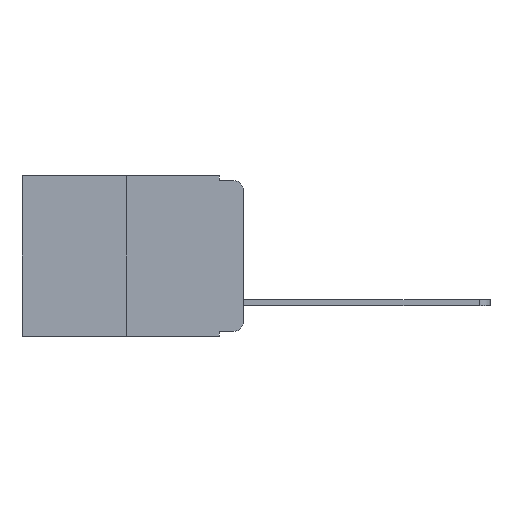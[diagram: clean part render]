
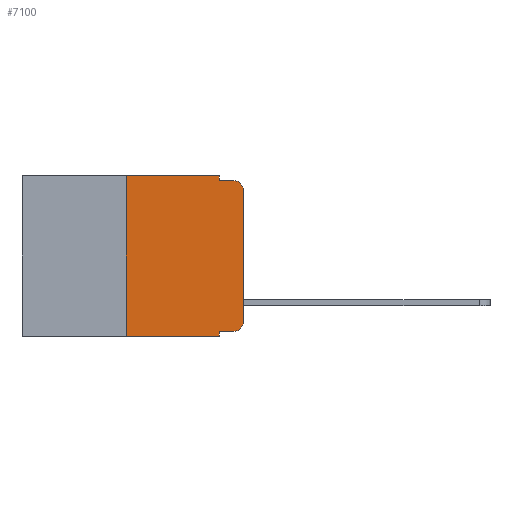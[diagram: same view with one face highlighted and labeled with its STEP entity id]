
A CAD part, left-side view. The second image highlights one B-rep face of the part: STEP entity #7100.
In plain terms, the highlighted planar face has unit normal (-1, 0, 0).
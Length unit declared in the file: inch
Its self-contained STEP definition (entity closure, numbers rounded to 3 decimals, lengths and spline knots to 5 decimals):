
#54 = CARTESIAN_POINT ( 'NONE',  ( 0., 0.051, -0.01 ) ) ;
#204 = EDGE_CURVE ( 'NONE', #8455, #344, #2868, .T. ) ;
#344 = VERTEX_POINT ( 'NONE', #10529 ) ;
#539 = DIRECTION ( 'NONE',  ( 0., 0., 1. ) ) ;
#580 = DIRECTION ( 'NONE',  ( 0., 0., 1. ) ) ;
#756 = CARTESIAN_POINT ( 'NONE',  ( 0., 0.051, 0. ) ) ;
#1107 = VERTEX_POINT ( 'NONE', #2070 ) ;
#1145 = EDGE_CURVE ( 'NONE', #344, #6358, #1768, .T. ) ;
#1173 = EDGE_CURVE ( 'NONE', #8455, #4514, #9530, .T. ) ;
#1194 = VECTOR ( 'NONE', #8700, 39.37008 ) ;
#1368 = CARTESIAN_POINT ( 'NONE',  ( 0., 0.473, -0.343 ) ) ;
#1679 = CARTESIAN_POINT ( 'NONE',  ( 0., 0.02, -0.03 ) ) ;
#1768 = CIRCLE ( 'NONE', #4776, 0.02 ) ;
#2070 = CARTESIAN_POINT ( 'NONE',  ( 0., 0.051, 0. ) ) ;
#2121 = CARTESIAN_POINT ( 'NONE',  ( 0., 0.051, -0.343 ) ) ;
#2223 = VERTEX_POINT ( 'NONE', #10391 ) ;
#2485 = AXIS2_PLACEMENT_3D ( 'NONE', #8892, #10170, #6116 ) ;
#2652 = DIRECTION ( 'NONE',  ( 0., 0., -1. ) ) ;
#2868 = LINE ( 'NONE', #8460, #8965 ) ;
#2887 = EDGE_CURVE ( 'NONE', #6358, #6398, #5002, .T. ) ;
#3009 = ORIENTED_EDGE ( 'NONE', *, *, #2887, .T. ) ;
#3046 = ORIENTED_EDGE ( 'NONE', *, *, #3382, .T. ) ;
#3118 = ORIENTED_EDGE ( 'NONE', *, *, #3945, .F. ) ;
#3120 = ORIENTED_EDGE ( 'NONE', *, *, #3232, .F. ) ;
#3161 = ORIENTED_EDGE ( 'NONE', *, *, #4352, .F. ) ;
#3173 = ORIENTED_EDGE ( 'NONE', *, *, #4746, .F. ) ;
#3209 = CARTESIAN_POINT ( 'NONE',  ( 0., 0.051, 0. ) ) ;
#3211 = ORIENTED_EDGE ( 'NONE', *, *, #6401, .T. ) ;
#3232 = EDGE_CURVE ( 'NONE', #1107, #5882, #6442, .T. ) ;
#3235 = ORIENTED_EDGE ( 'NONE', *, *, #1173, .F. ) ;
#3249 = ORIENTED_EDGE ( 'NONE', *, *, #204, .T. ) ;
#3264 = ORIENTED_EDGE ( 'NONE', *, *, #1145, .T. ) ;
#3382 = EDGE_CURVE ( 'NONE', #6398, #8054, #10289, .T. ) ;
#3567 = CARTESIAN_POINT ( 'NONE',  ( 0., 0.25, 0. ) ) ;
#3666 = DIRECTION ( 'NONE',  ( 0., -1., 0. ) ) ;
#3945 = EDGE_CURVE ( 'NONE', #5882, #8054, #6417, .T. ) ;
#4016 = CARTESIAN_POINT ( 'NONE',  ( 0., 0.02, -0.01 ) ) ;
#4042 = CARTESIAN_POINT ( 'NONE',  ( 0., 0.25, 0. ) ) ;
#4070 = VECTOR ( 'NONE', #9422, 39.37008 ) ;
#4293 = DIRECTION ( 'NONE',  ( 0., 0., -1. ) ) ;
#4352 = EDGE_CURVE ( 'NONE', #9445, #1107, #10475, .T. ) ;
#4514 = VERTEX_POINT ( 'NONE', #2121 ) ;
#4746 = EDGE_CURVE ( 'NONE', #2223, #9445, #7341, .T. ) ;
#4776 = AXIS2_PLACEMENT_3D ( 'NONE', #5976, #7950, #4293 ) ;
#5002 = LINE ( 'NONE', #7015, #6701 ) ;
#5082 = VECTOR ( 'NONE', #6630, 39.37008 ) ;
#5171 = CARTESIAN_POINT ( 'NONE',  ( 0., 0., -0.03 ) ) ;
#5276 = PLANE ( 'NONE',  #2485 ) ;
#5474 = VECTOR ( 'NONE', #580, 39.37008 ) ;
#5631 = EDGE_LOOP ( 'NONE', ( #3009, #3046, #3118, #3120, #3161, #3173, #3211, #3235, #3249, #3264 ) ) ;
#5882 = VERTEX_POINT ( 'NONE', #7330 ) ;
#5939 = CARTESIAN_POINT ( 'NONE',  ( 0., 0., -0.313 ) ) ;
#5976 = CARTESIAN_POINT ( 'NONE',  ( 0., 0.02, -0.313 ) ) ;
#6116 = DIRECTION ( 'NONE',  ( 0., 0., -1. ) ) ;
#6358 = VERTEX_POINT ( 'NONE', #5939 ) ;
#6398 = VERTEX_POINT ( 'NONE', #5171 ) ;
#6401 = EDGE_CURVE ( 'NONE', #2223, #4514, #10107, .T. ) ;
#6417 = LINE ( 'NONE', #54, #1194 ) ;
#6442 = LINE ( 'NONE', #3209, #4070 ) ;
#6630 = DIRECTION ( 'NONE',  ( 0., -1., 0. ) ) ;
#6701 = VECTOR ( 'NONE', #539, 39.37008 ) ;
#7015 = CARTESIAN_POINT ( 'NONE',  ( 0., 0., 0. ) ) ;
#7100 = ADVANCED_FACE ( 'NONE', ( #8210 ), #5276, .F. ) ;
#7330 = CARTESIAN_POINT ( 'NONE',  ( 0., 0.051, -0.01 ) ) ;
#7341 = LINE ( 'NONE', #3567, #5474 ) ;
#7439 = AXIS2_PLACEMENT_3D ( 'NONE', #1679, #7765, #2652 ) ;
#7765 = DIRECTION ( 'NONE',  ( -1., 0., 0. ) ) ;
#7865 = VECTOR ( 'NONE', #8374, 39.37008 ) ;
#7950 = DIRECTION ( 'NONE',  ( -1., 0., 0. ) ) ;
#8054 = VERTEX_POINT ( 'NONE', #4016 ) ;
#8210 = FACE_OUTER_BOUND ( 'NONE', #5631, .T. ) ;
#8211 = DIRECTION ( 'NONE',  ( 0., -1., 0. ) ) ;
#8223 = VECTOR ( 'NONE', #8211, 39.37008 ) ;
#8274 = CARTESIAN_POINT ( 'NONE',  ( 0., 0.051, -0.333 ) ) ;
#8374 = DIRECTION ( 'NONE',  ( 0., 0., -1. ) ) ;
#8455 = VERTEX_POINT ( 'NONE', #8274 ) ;
#8460 = CARTESIAN_POINT ( 'NONE',  ( 0., 0.051, -0.333 ) ) ;
#8700 = DIRECTION ( 'NONE',  ( 0., -1., 0. ) ) ;
#8892 = CARTESIAN_POINT ( 'NONE',  ( 0., 0.473, 0. ) ) ;
#8965 = VECTOR ( 'NONE', #3666, 39.37008 ) ;
#9422 = DIRECTION ( 'NONE',  ( 0., 0., -1. ) ) ;
#9445 = VERTEX_POINT ( 'NONE', #4042 ) ;
#9530 = LINE ( 'NONE', #756, #7865 ) ;
#10107 = LINE ( 'NONE', #1368, #8223 ) ;
#10170 = DIRECTION ( 'NONE',  ( 1., 0., 0. ) ) ;
#10289 = CIRCLE ( 'NONE', #7439, 0.02 ) ;
#10391 = CARTESIAN_POINT ( 'NONE',  ( 0., 0.25, -0.343 ) ) ;
#10475 = LINE ( 'NONE', #10581, #5082 ) ;
#10529 = CARTESIAN_POINT ( 'NONE',  ( 0., 0.02, -0.333 ) ) ;
#10581 = CARTESIAN_POINT ( 'NONE',  ( 0., 0.473, 0. ) ) ;
